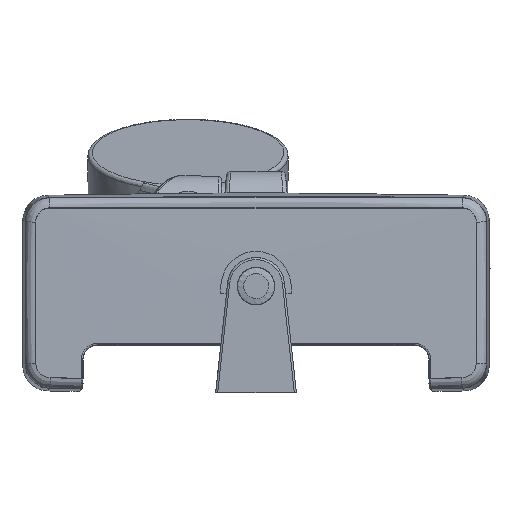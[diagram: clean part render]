
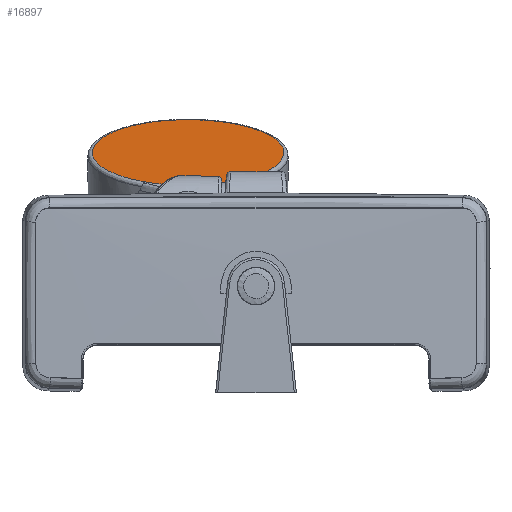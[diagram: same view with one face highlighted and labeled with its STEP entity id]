
A CAD part, front view. The second image highlights one B-rep face of the part: STEP entity #16897.
In plain terms, the highlighted planar face has unit normal (0, -0.342, 0.94).
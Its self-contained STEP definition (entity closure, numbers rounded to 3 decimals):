
#670 = CARTESIAN_POINT ( 'NONE',  ( -40.678, 159.979, 98.563 ) ) ;
#1106 = CARTESIAN_POINT ( 'NONE',  ( -32.346, 159.247, 98.296 ) ) ;
#1162 = CARTESIAN_POINT ( 'NONE',  ( -42.479, 160.346, 98.696 ) ) ;
#1185 = CARTESIAN_POINT ( 'NONE',  ( -27.1, 159.525, 98.397 ) ) ;
#1317 = CARTESIAN_POINT ( 'NONE',  ( -11.435, 163.983, 100.02 ) ) ;
#1382 = VERTEX_POINT ( 'NONE', #9647 ) ;
#1939 = CARTESIAN_POINT ( 'NONE',  ( -65.963, 171.978, 102.93 ) ) ;
#2668 = CARTESIAN_POINT ( 'NONE',  ( -11.435, 163.983, 100.02 ) ) ;
#2790 = CARTESIAN_POINT ( 'NONE',  ( -32.272, 159.247, 98.296 ) ) ;
#2870 = CARTESIAN_POINT ( 'NONE',  ( -24.134, 159.934, 98.546 ) ) ;
#3129 = B_SPLINE_CURVE_WITH_KNOTS ( 'NONE', 3,
 ( #9756, #19233, #4724, #16238, #6423, #17833, #8147, #19435, #9822, #21051, #11485 ),
 .UNSPECIFIED., .F., .F.,
 ( 4, 1, 1, 1, 1, 1, 1, 1, 4 ),
 ( 0.25, 0.313, 0.375, 0.438, 0.5, 0.563, 0.625, 0.688, 0.75 ),
 .UNSPECIFIED. ) ;
#3634 = CARTESIAN_POINT ( 'NONE',  ( -77.744, 196.407, 111.821 ) ) ;
#4141 = ORIENTED_EDGE ( 'NONE', *, *, #20775, .F. ) ;
#4481 = CARTESIAN_POINT ( 'NONE',  ( -30.114, 159.282, 98.309 ) ) ;
#4535 = VERTEX_POINT ( 'NONE', #13228 ) ;
#4690 = CARTESIAN_POINT ( 'NONE',  ( -18.307, 161.151, 98.989 ) ) ;
#4724 = CARTESIAN_POINT ( 'NONE',  ( -75.375, 218.79, 119.968 ) ) ;
#5051 = VERTEX_POINT ( 'NONE', #16532 ) ;
#5402 = PLANE ( 'NONE',  #5542 ) ;
#5542 = AXIS2_PLACEMENT_3D ( 'NONE', #8745, #7126, #18471 ) ;
#5559 = VERTEX_POINT ( 'NONE', #2668 ) ;
#5849 = EDGE_LOOP ( 'NONE', ( #4141, #12655, #20772, #20215, #17631, #10055 ) ) ;
#6157 = CARTESIAN_POINT ( 'NONE',  ( -27.852, 159.449, 98.37 ) ) ;
#6300 = CARTESIAN_POINT ( 'NONE',  ( 13.254, 202.002, 113.858 ) ) ;
#6423 = CARTESIAN_POINT ( 'NONE',  ( -50.11, 242.531, 128.609 ) ) ;
#6872 = CARTESIAN_POINT ( 'NONE',  ( -57.239, 166.008, 100.757 ) ) ;
#7029 = B_SPLINE_CURVE_WITH_KNOTS ( 'NONE', 3,
 ( #16195, #4690, #8105, #19401 ),
 .UNSPECIFIED., .F., .F.,
 ( 4, 4 ),
 ( 0., 1. ),
 .UNSPECIFIED. ) ;
#7126 = DIRECTION ( 'NONE',  ( 0., 0.342, -0.94 ) ) ;
#7602 = B_SPLINE_CURVE_WITH_KNOTS ( 'NONE', 3,
 ( #17133, #670, #17538, #7817, #19127, #9506, #20743, #11169, #1106, #12824, #2790, #14408, #4481, #15999, #6157, #17605, #7896, #19196, #9572, #20814, #11238, #1185, #12888, #2870, #14472 ),
 .UNSPECIFIED., .F., .F.,
 ( 4, 1, 1, 1, 1, 1, 1, 2, 2, 1, 1, 1, 1, 1, 1, 1, 2, 2, 4 ),
 ( 0., 0.25, 0.375, 0.438, 0.469, 0.484, 0.492, 0.496, 0.5, 0.625, 0.688, 0.719, 0.734, 0.742, 0.746, 0.748, 0.749, 0.75, 1. ),
 .UNSPECIFIED. ) ;
#7817 = CARTESIAN_POINT ( 'NONE',  ( -35.105, 159.327, 98.325 ) ) ;
#7873 = CARTESIAN_POINT ( 'NONE',  ( -53.055, 163.983, 100.02 ) ) ;
#7896 = CARTESIAN_POINT ( 'NONE',  ( -27.284, 159.505, 98.39 ) ) ;
#8031 = CARTESIAN_POINT ( 'NONE',  ( 13.254, 196.407, 111.821 ) ) ;
#8105 = CARTESIAN_POINT ( 'NONE',  ( -14.781, 162.364, 99.43 ) ) ;
#8147 = CARTESIAN_POINT ( 'NONE',  ( -14.38, 242.531, 128.609 ) ) ;
#8745 = CARTESIAN_POINT ( 'NONE',  ( -32.245, 26.908, 50.129 ) ) ;
#9506 = CARTESIAN_POINT ( 'NONE',  ( -32.953, 159.252, 98.298 ) ) ;
#9572 = CARTESIAN_POINT ( 'NONE',  ( -27.142, 159.52, 98.395 ) ) ;
#9647 = CARTESIAN_POINT ( 'NONE',  ( -77.744, 202.002, 113.858 ) ) ;
#9713 = CARTESIAN_POINT ( 'NONE',  ( 10.885, 185.215, 107.748 ) ) ;
#9756 = CARTESIAN_POINT ( 'NONE',  ( -77.744, 202.002, 113.858 ) ) ;
#9822 = CARTESIAN_POINT ( 'NONE',  ( 10.885, 218.79, 119.968 ) ) ;
#10055 = ORIENTED_EDGE ( 'NONE', *, *, #18239, .F. ) ;
#10937 = B_SPLINE_CURVE_WITH_KNOTS ( 'NONE', 3,
 ( #6300, #8031, #9713, #20944, #11375, #1317 ),
 .UNSPECIFIED., .F., .F.,
 ( 4, 1, 1, 4 ),
 ( 0.75, 0.812, 0.875, 0.924 ),
 .UNSPECIFIED. ) ;
#11169 = CARTESIAN_POINT ( 'NONE',  ( -32.422, 159.247, 98.296 ) ) ;
#11176 = CARTESIAN_POINT ( 'NONE',  ( -53.055, 163.983, 100.02 ) ) ;
#11215 = CARTESIAN_POINT ( 'NONE',  ( -46.174, 161.147, 98.987 ) ) ;
#11238 = CARTESIAN_POINT ( 'NONE',  ( -27.108, 159.524, 98.397 ) ) ;
#11375 = CARTESIAN_POINT ( 'NONE',  ( -7.251, 166.008, 100.757 ) ) ;
#11485 = CARTESIAN_POINT ( 'NONE',  ( 13.254, 202.002, 113.858 ) ) ;
#12655 = ORIENTED_EDGE ( 'NONE', *, *, #17351, .F. ) ;
#12824 = CARTESIAN_POINT ( 'NONE',  ( -32.296, 159.247, 98.296 ) ) ;
#12888 = CARTESIAN_POINT ( 'NONE',  ( -25.829, 159.661, 98.447 ) ) ;
#13228 = CARTESIAN_POINT ( 'NONE',  ( -53.055, 163.983, 100.02 ) ) ;
#13610 = CARTESIAN_POINT ( 'NONE',  ( -75.375, 185.215, 107.748 ) ) ;
#14408 = CARTESIAN_POINT ( 'NONE',  ( -31.395, 159.247, 98.296 ) ) ;
#14472 = CARTESIAN_POINT ( 'NONE',  ( -22.011, 160.346, 98.696 ) ) ;
#14549 = FACE_OUTER_BOUND ( 'NONE', #5849, .T. ) ;
#15197 = CARTESIAN_POINT ( 'NONE',  ( -77.744, 202.002, 113.858 ) ) ;
#15644 = VERTEX_POINT ( 'NONE', #19852 ) ;
#15961 = EDGE_CURVE ( 'NONE', #15644, #18392, #7602, .T. ) ;
#15999 = CARTESIAN_POINT ( 'NONE',  ( -28.608, 159.383, 98.346 ) ) ;
#16195 = CARTESIAN_POINT ( 'NONE',  ( -22.011, 160.346, 98.696 ) ) ;
#16238 = CARTESIAN_POINT ( 'NONE',  ( -65.255, 233.022, 125.148 ) ) ;
#16532 = CARTESIAN_POINT ( 'NONE',  ( 13.254, 202.002, 113.858 ) ) ;
#16897 = ADVANCED_FACE ( 'NONE', ( #14549 ), #5402, .F. ) ;
#17133 = CARTESIAN_POINT ( 'NONE',  ( -42.479, 160.346, 98.696 ) ) ;
#17351 = EDGE_CURVE ( 'NONE', #4535, #1382, #20816, .T. ) ;
#17538 = CARTESIAN_POINT ( 'NONE',  ( -38.048, 159.567, 98.413 ) ) ;
#17605 = CARTESIAN_POINT ( 'NONE',  ( -27.474, 159.486, 98.383 ) ) ;
#17631 = ORIENTED_EDGE ( 'NONE', *, *, #18284, .T. ) ;
#17833 = CARTESIAN_POINT ( 'NONE',  ( -32.245, 245.87, 129.824 ) ) ;
#18239 = EDGE_CURVE ( 'NONE', #5051, #5559, #10937, .T. ) ;
#18284 = EDGE_CURVE ( 'NONE', #18392, #5559, #7029, .T. ) ;
#18392 = VERTEX_POINT ( 'NONE', #19533 ) ;
#18471 = DIRECTION ( 'NONE',  ( 0., 0.94, 0.342 ) ) ;
#18731 = EDGE_CURVE ( 'NONE', #4535, #15644, #21183, .T. ) ;
#19127 = CARTESIAN_POINT ( 'NONE',  ( -33.665, 159.267, 98.303 ) ) ;
#19196 = CARTESIAN_POINT ( 'NONE',  ( -27.19, 159.515, 98.394 ) ) ;
#19233 = CARTESIAN_POINT ( 'NONE',  ( -77.744, 207.598, 115.894 ) ) ;
#19401 = CARTESIAN_POINT ( 'NONE',  ( -11.435, 163.983, 100.02 ) ) ;
#19435 = CARTESIAN_POINT ( 'NONE',  ( 0.765, 233.022, 125.148 ) ) ;
#19533 = CARTESIAN_POINT ( 'NONE',  ( -22.011, 160.346, 98.696 ) ) ;
#19852 = CARTESIAN_POINT ( 'NONE',  ( -42.479, 160.346, 98.696 ) ) ;
#20215 = ORIENTED_EDGE ( 'NONE', *, *, #15961, .T. ) ;
#20743 = CARTESIAN_POINT ( 'NONE',  ( -32.599, 159.248, 98.296 ) ) ;
#20772 = ORIENTED_EDGE ( 'NONE', *, *, #18731, .T. ) ;
#20775 = EDGE_CURVE ( 'NONE', #1382, #5051, #3129, .T. ) ;
#20792 = CARTESIAN_POINT ( 'NONE',  ( -49.699, 162.359, 99.429 ) ) ;
#20814 = CARTESIAN_POINT ( 'NONE',  ( -27.122, 159.522, 98.396 ) ) ;
#20816 = B_SPLINE_CURVE_WITH_KNOTS ( 'NONE', 3,
 ( #11176, #6872, #1939, #13610, #3634, #15197 ),
 .UNSPECIFIED., .F., .F.,
 ( 4, 1, 1, 4 ),
 ( 0.076, 0.125, 0.188, 0.25 ),
 .UNSPECIFIED. ) ;
#20944 = CARTESIAN_POINT ( 'NONE',  ( 1.472, 171.978, 102.93 ) ) ;
#21051 = CARTESIAN_POINT ( 'NONE',  ( 13.254, 207.598, 115.894 ) ) ;
#21183 = B_SPLINE_CURVE_WITH_KNOTS ( 'NONE', 3,
 ( #7873, #20792, #11215, #1162 ),
 .UNSPECIFIED., .F., .F.,
 ( 4, 4 ),
 ( 0., 1. ),
 .UNSPECIFIED. ) ;
